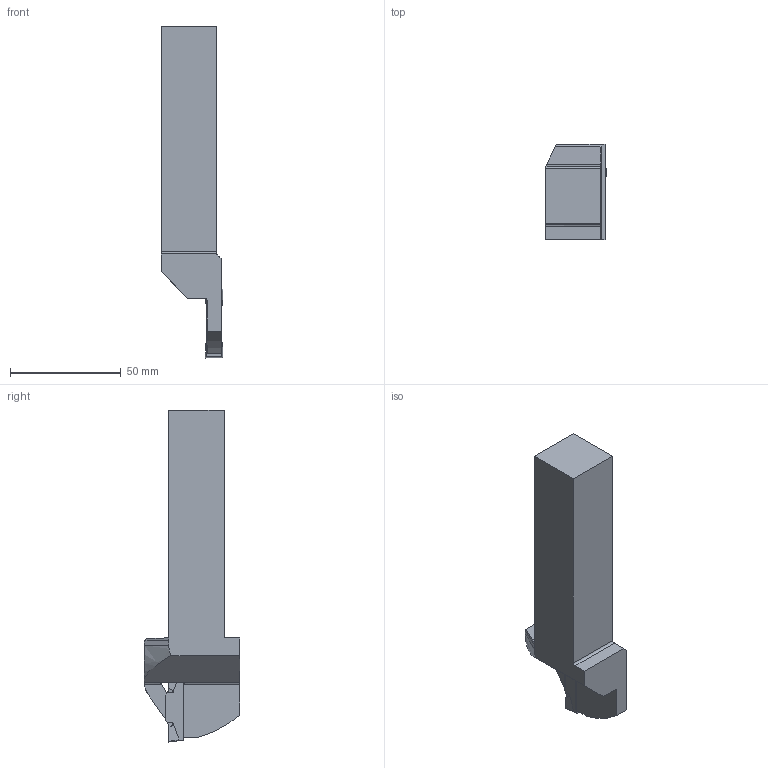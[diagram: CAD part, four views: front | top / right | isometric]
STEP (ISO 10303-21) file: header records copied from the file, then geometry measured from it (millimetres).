
FILE_DESCRIPTION(/* description */ (''),/* implementation_level */ '2;1');
FILE_NAME(/* name */ 'GYPL2525M00-K25_CW8_00_N_MR0_3.stp',/* time_stamp */ '2023-03-20T14:54:14+09:00',/* author */ (''),/* organization */ (''),/* preprocessor_version */ 'ST-DEVELOPER v16',/* originating_system */ 'SIEMENS PLM Software NX 10.0',/* authorisation */ '');
FILE_SCHEMA (('AUTOMOTIVE_DESIGN { 1 0 10303 214 3 1 1 1 }'));
Length unit declared in the file: millimetre
Products named in the file (1): GYPL2525M00-K25_CW8_00_N_MR0_3_ASM
Bounding box: 28 x 43 x 150 mm (x, y, z)
Volume: 88871.7 mm3; surface area: 18796.5 mm2
Topology: 2 solids, 3 shells, 125 faces, 384 edges, 292 vertices
Faces by surface type: plane 50, cylinder 50, cone 9, bspline 6, extrusion 4, torus 4, sphere 2
Entity records: 5234 total; most frequent: CARTESIAN_POINT 1766, ORIENTED_EDGE 704, DIRECTION 660, EDGE_CURVE 352, VERTEX_POINT 235, AXIS2_PLACEMENT_3D 235, VECTOR 190, LINE 186
